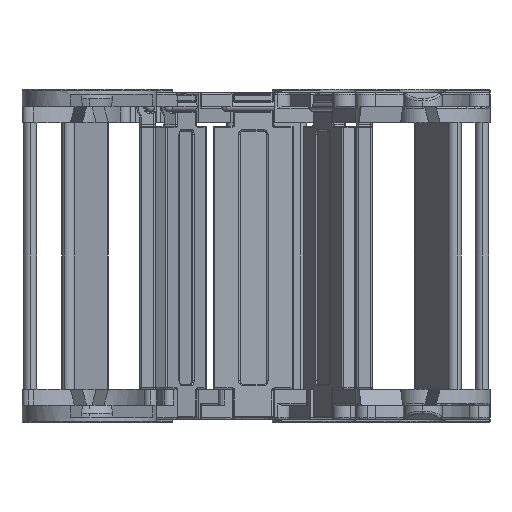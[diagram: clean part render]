
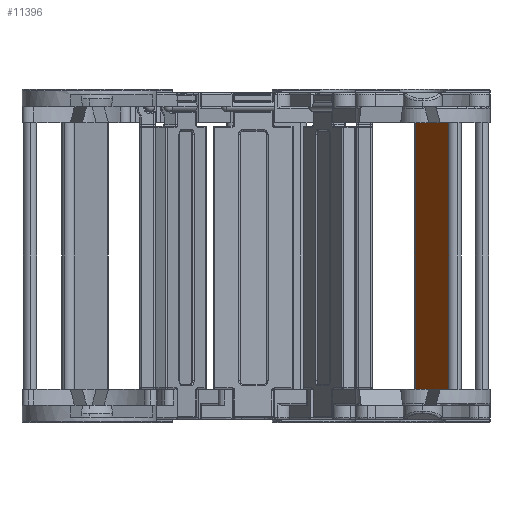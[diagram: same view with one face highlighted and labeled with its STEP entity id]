
A CAD part, left-side view. The second image highlights one B-rep face of the part: STEP entity #11396.
In plain terms, the highlighted face is planar.
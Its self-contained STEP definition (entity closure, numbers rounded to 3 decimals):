
#252 = CARTESIAN_POINT ( 'NONE',  ( -31.408, -3.369, 62.505 ) ) ;
#895 = VECTOR ( 'NONE', #7888, 1000. ) ;
#964 = VERTEX_POINT ( 'NONE', #8093 ) ;
#2956 = CARTESIAN_POINT ( 'NONE',  ( -42.408, -3.369, 77.505 ) ) ;
#3002 = AXIS2_PLACEMENT_3D ( 'NONE', #12736, #12788, #3768 ) ;
#3768 = DIRECTION ( 'NONE',  ( 1., 0., 0. ) ) ;
#4201 = VERTEX_POINT ( 'NONE', #14340 ) ;
#4238 = DIRECTION ( 'NONE',  ( 1., 0., 0. ) ) ;
#4483 = VECTOR ( 'NONE', #7483, 1000. ) ;
#4915 = EDGE_CURVE ( 'NONE', #11000, #4201, #7673, .T. ) ;
#4926 = ORIENTED_EDGE ( 'NONE', *, *, #14093, .T. ) ;
#5353 = EDGE_CURVE ( 'NONE', #964, #7110, #13955, .T. ) ;
#5680 = VECTOR ( 'NONE', #11530, 1000. ) ;
#5784 = EDGE_CURVE ( 'NONE', #964, #11000, #8518, .T. ) ;
#7110 = VERTEX_POINT ( 'NONE', #12434 ) ;
#7483 = DIRECTION ( 'NONE',  ( 0., 0., 1. ) ) ;
#7562 = CARTESIAN_POINT ( 'NONE',  ( -41.408, -3.369, 77.505 ) ) ;
#7628 = FACE_OUTER_BOUND ( 'NONE', #11440, .T. ) ;
#7673 = LINE ( 'NONE', #2956, #12846 ) ;
#7888 = DIRECTION ( 'NONE',  ( 1., 0., 0. ) ) ;
#8093 = CARTESIAN_POINT ( 'NONE',  ( -41.408, -3.369, 37.505 ) ) ;
#8518 = LINE ( 'NONE', #10825, #4483 ) ;
#8592 = ORIENTED_EDGE ( 'NONE', *, *, #5353, .F. ) ;
#9438 = ORIENTED_EDGE ( 'NONE', *, *, #4915, .T. ) ;
#10825 = CARTESIAN_POINT ( 'NONE',  ( -41.408, -3.369, 77.505 ) ) ;
#10976 = LINE ( 'NONE', #252, #5680 ) ;
#11000 = VERTEX_POINT ( 'NONE', #7562 ) ;
#11270 = CARTESIAN_POINT ( 'NONE',  ( -42.408, -3.369, 37.505 ) ) ;
#11396 = ADVANCED_FACE ( 'NONE', ( #7628 ), #11794, .F. ) ;
#11440 = EDGE_LOOP ( 'NONE', ( #4926, #8592, #12235, #9438 ) ) ;
#11530 = DIRECTION ( 'NONE',  ( 0., 0., -1. ) ) ;
#11794 = PLANE ( 'NONE',  #3002 ) ;
#12235 = ORIENTED_EDGE ( 'NONE', *, *, #5784, .T. ) ;
#12434 = CARTESIAN_POINT ( 'NONE',  ( -31.408, -3.369, 37.505 ) ) ;
#12736 = CARTESIAN_POINT ( 'NONE',  ( -42.408, -3.369, 77.505 ) ) ;
#12788 = DIRECTION ( 'NONE',  ( 0., -1., 0. ) ) ;
#12846 = VECTOR ( 'NONE', #4238, 1000. ) ;
#13955 = LINE ( 'NONE', #11270, #895 ) ;
#14093 = EDGE_CURVE ( 'NONE', #4201, #7110, #10976, .T. ) ;
#14340 = CARTESIAN_POINT ( 'NONE',  ( -31.408, -3.369, 77.505 ) ) ;
